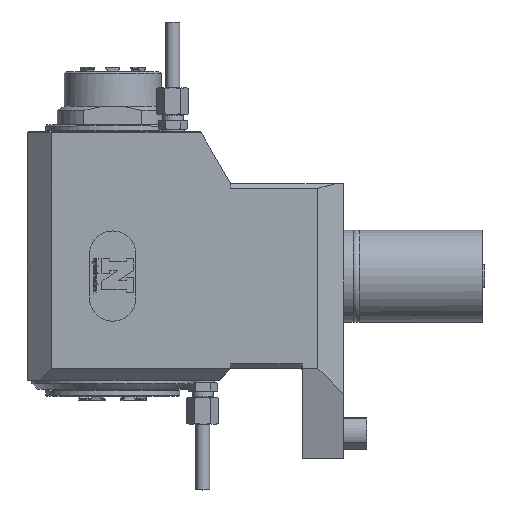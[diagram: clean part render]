
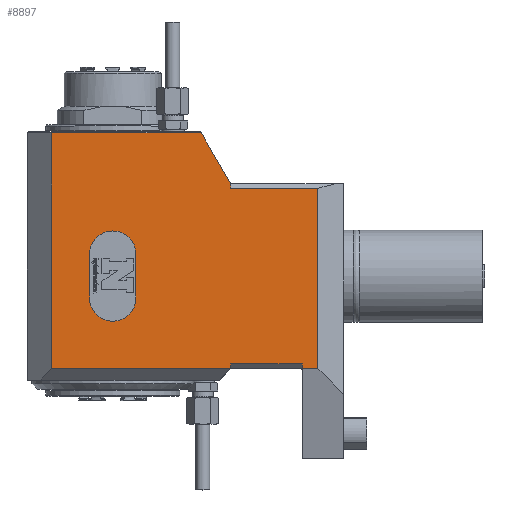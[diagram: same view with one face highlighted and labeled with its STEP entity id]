
A CAD part, top view. The second image highlights one B-rep face of the part: STEP entity #8897.
In plain terms, the highlighted planar face has unit normal (0, 0, 1).
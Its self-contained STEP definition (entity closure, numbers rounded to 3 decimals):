
#495=LINE('',#13224,#1154);
#501=LINE('',#13245,#1160);
#505=LINE('',#13253,#1164);
#514=LINE('',#13272,#1173);
#536=LINE('',#13321,#1195);
#537=LINE('',#13323,#1196);
#538=LINE('',#13325,#1197);
#539=LINE('',#13327,#1198);
#540=LINE('',#13329,#1199);
#541=LINE('',#13331,#1200);
#542=LINE('',#13333,#1201);
#543=LINE('',#13334,#1202);
#544=LINE('',#13339,#1203);
#1154=VECTOR('',#10540,1000.);
#1160=VECTOR('',#10562,1000.);
#1164=VECTOR('',#10568,1000.);
#1173=VECTOR('',#10583,1000.);
#1195=VECTOR('',#10623,1000.);
#1196=VECTOR('',#10626,1000.);
#1197=VECTOR('',#10627,1000.);
#1198=VECTOR('',#10628,1000.);
#1199=VECTOR('',#10629,1000.);
#1200=VECTOR('',#10630,1000.);
#1201=VECTOR('',#10631,1000.);
#1202=VECTOR('',#10632,1000.);
#1203=VECTOR('',#10635,1000.);
#1793=PLANE('',#9506);
#2348=ORIENTED_EDGE('',*,*,#4858,.T.);
#2349=ORIENTED_EDGE('',*,*,#4884,.F.);
#2350=ORIENTED_EDGE('',*,*,#4885,.T.);
#2351=ORIENTED_EDGE('',*,*,#4886,.T.);
#2352=ORIENTED_EDGE('',*,*,#4887,.T.);
#2353=ORIENTED_EDGE('',*,*,#4888,.T.);
#2354=ORIENTED_EDGE('',*,*,#4889,.F.);
#2355=ORIENTED_EDGE('',*,*,#4883,.T.);
#2356=ORIENTED_EDGE('',*,*,#4836,.T.);
#2357=ORIENTED_EDGE('',*,*,#4845,.T.);
#2358=ORIENTED_EDGE('',*,*,#4849,.T.);
#2359=ORIENTED_EDGE('',*,*,#4890,.F.);
#2360=ORIENTED_EDGE('',*,*,#4891,.F.);
#2361=ORIENTED_EDGE('',*,*,#4892,.F.);
#2362=ORIENTED_EDGE('',*,*,#4893,.F.);
#4836=EDGE_CURVE('',#6133,#6138,#495,.T.);
#4845=EDGE_CURVE('',#6138,#6145,#501,.T.);
#4849=EDGE_CURVE('',#6145,#6148,#505,.T.);
#4858=EDGE_CURVE('',#6148,#6154,#514,.T.);
#4883=EDGE_CURVE('',#6173,#6133,#536,.T.);
#4884=EDGE_CURVE('',#6174,#6154,#537,.T.);
#4885=EDGE_CURVE('',#6174,#6175,#538,.T.);
#4886=EDGE_CURVE('',#6175,#6176,#539,.T.);
#4887=EDGE_CURVE('',#6176,#6177,#540,.T.);
#4888=EDGE_CURVE('',#6177,#6178,#541,.T.);
#4889=EDGE_CURVE('',#6173,#6178,#542,.T.);
#4890=EDGE_CURVE('',#6179,#6180,#543,.T.);
#4891=EDGE_CURVE('',#6181,#6179,#6988,.T.);
#4892=EDGE_CURVE('',#6182,#6181,#544,.T.);
#4893=EDGE_CURVE('',#6180,#6182,#6989,.T.);
#6133=VERTEX_POINT('',#13213);
#6138=VERTEX_POINT('',#13223);
#6145=VERTEX_POINT('',#13244);
#6148=VERTEX_POINT('',#13252);
#6154=VERTEX_POINT('',#13270);
#6173=VERTEX_POINT('',#13319);
#6174=VERTEX_POINT('',#13324);
#6175=VERTEX_POINT('',#13326);
#6176=VERTEX_POINT('',#13328);
#6177=VERTEX_POINT('',#13330);
#6178=VERTEX_POINT('',#13332);
#6179=VERTEX_POINT('',#13335);
#6180=VERTEX_POINT('',#13336);
#6181=VERTEX_POINT('',#13338);
#6182=VERTEX_POINT('',#13340);
#6988=CIRCLE('',#9507,10.05);
#6989=CIRCLE('',#9508,10.05);
#7374=EDGE_LOOP('',(#2348,#2349,#2350,#2351,#2352,#2353,#2354,#2355,#2356,
#2357,#2358));
#7375=EDGE_LOOP('',(#2359,#2360,#2361,#2362));
#8045=FACE_BOUND('',#7374,.T.);
#8046=FACE_BOUND('',#7375,.T.);
#8897=ADVANCED_FACE('',(#8045,#8046),#1793,.F.);
#9506=AXIS2_PLACEMENT_3D('',#13322,#10624,#10625);
#9507=AXIS2_PLACEMENT_3D('',#13337,#10633,#10634);
#9508=AXIS2_PLACEMENT_3D('',#13341,#10636,#10637);
#10540=DIRECTION('',(0.,-1.,0.));
#10562=DIRECTION('',(1.,0.,0.));
#10568=DIRECTION('',(0.,1.,0.));
#10583=DIRECTION('',(-1.,0.,0.));
#10623=DIRECTION('',(1.,0.,0.));
#10624=DIRECTION('',(0.,0.,-1.));
#10625=DIRECTION('',(-1.,0.,0.));
#10626=DIRECTION('',(0.,-1.,0.));
#10627=DIRECTION('',(-0.5,0.866,0.));
#10628=DIRECTION('',(-1.,0.,0.));
#10629=DIRECTION('',(0.,-1.,0.));
#10630=DIRECTION('',(1.,0.,0.));
#10631=DIRECTION('',(0.,-1.,0.));
#10632=DIRECTION('',(0.,-1.,0.));
#10633=DIRECTION('',(0.,0.,1.));
#10634=DIRECTION('',(0.,-1.,0.));
#10635=DIRECTION('',(0.,1.,0.));
#10636=DIRECTION('',(0.,0.,1.));
#10637=DIRECTION('',(0.,1.,0.));
#13213=CARTESIAN_POINT('',(-18.,-38.,40.));
#13223=CARTESIAN_POINT('',(-18.,-40.,40.));
#13224=CARTESIAN_POINT('',(-18.,-40.,40.));
#13244=CARTESIAN_POINT('',(-11.196,-40.,40.));
#13245=CARTESIAN_POINT('',(-49.,-40.,40.));
#13252=CARTESIAN_POINT('',(-11.196,38.,40.));
#13253=CARTESIAN_POINT('',(-11.196,-140.117,40.));
#13270=CARTESIAN_POINT('',(-49.,38.,40.));
#13272=CARTESIAN_POINT('',(-49.,38.,40.));
#13319=CARTESIAN_POINT('',(-49.,-38.,40.));
#13321=CARTESIAN_POINT('',(-18.,-38.,40.));
#13322=CARTESIAN_POINT('',(-49.,-40.,40.));
#13323=CARTESIAN_POINT('',(-49.,62.5,40.));
#13324=CARTESIAN_POINT('',(-49.,40.,40.));
#13325=CARTESIAN_POINT('',(-80.743,94.98,40.));
#13326=CARTESIAN_POINT('',(-61.702,62.,40.));
#13327=CARTESIAN_POINT('',(-137.,62.,40.));
#13328=CARTESIAN_POINT('',(-126.5,62.,40.));
#13329=CARTESIAN_POINT('',(-126.5,62.5,40.));
#13330=CARTESIAN_POINT('',(-126.5,-40.,40.));
#13331=CARTESIAN_POINT('',(-137.,-40.,40.));
#13332=CARTESIAN_POINT('',(-49.,-40.,40.));
#13333=CARTESIAN_POINT('',(-49.,62.5,40.));
#13334=CARTESIAN_POINT('',(-110.05,-9.5,40.));
#13335=CARTESIAN_POINT('',(-110.05,9.5,40.));
#13336=CARTESIAN_POINT('',(-110.05,-9.5,40.));
#13337=CARTESIAN_POINT('',(-100.,9.5,40.));
#13338=CARTESIAN_POINT('',(-89.95,9.5,40.));
#13339=CARTESIAN_POINT('',(-89.95,-9.5,40.));
#13340=CARTESIAN_POINT('',(-89.95,-9.5,40.));
#13341=CARTESIAN_POINT('',(-100.,-9.5,40.));
